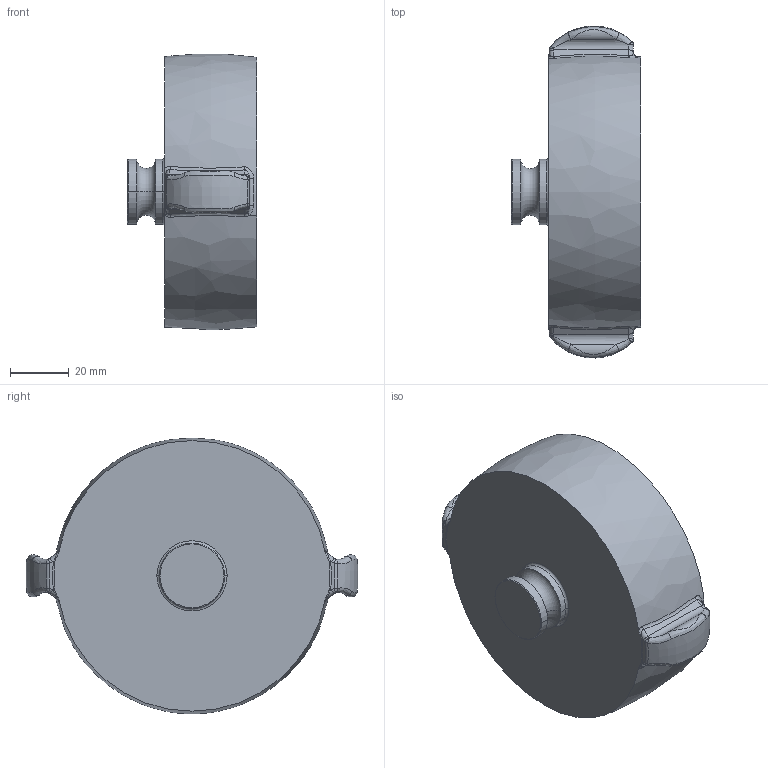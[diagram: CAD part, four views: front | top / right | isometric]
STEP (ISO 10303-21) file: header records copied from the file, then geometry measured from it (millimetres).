
FILE_DESCRIPTION((''),'2;1');
FILE_NAME('B01391','2012-06-22T',('cknei'),(''),'PRO/ENGINEER BY PARAMETRIC TECHNOLOGY CORPORATION, 2011180','PRO/ENGINEER BY PARAMETRIC TECHNOLOGY CORPORATION, 2011180','');
FILE_SCHEMA(('CONFIG_CONTROL_DESIGN'));
Length unit declared in the file: inch
Products named in the file (1): B01391
Bounding box: 43.81 x 112.64 x 93.57 mm (x, y, z)
Volume: 100393.4 mm3; surface area: 34898.8 mm2
Topology: 1 solids, 1 shells, 129 faces, 293 edges, 170 vertices
Faces by surface type: bspline 40, torus 32, cylinder 32, plane 15, sphere 8, cone 2
Entity records: 7063 total; most frequent: CARTESIAN_POINT 4378, ORIENTED_EDGE 586, DIRECTION 522, EDGE_CURVE 293, AXIS2_PLACEMENT_3D 239, VERTEX_POINT 170, CIRCLE 150, EDGE_LOOP 133
